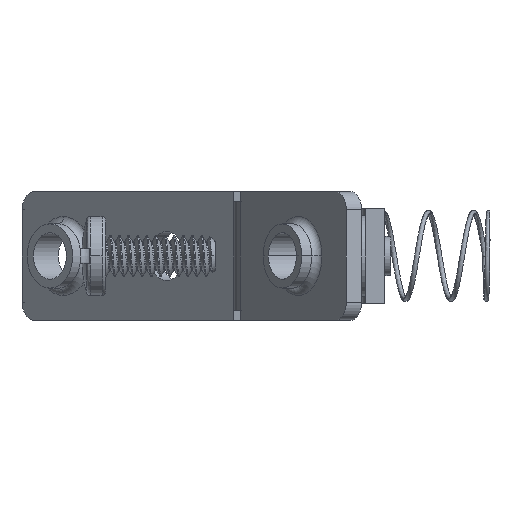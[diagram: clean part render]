
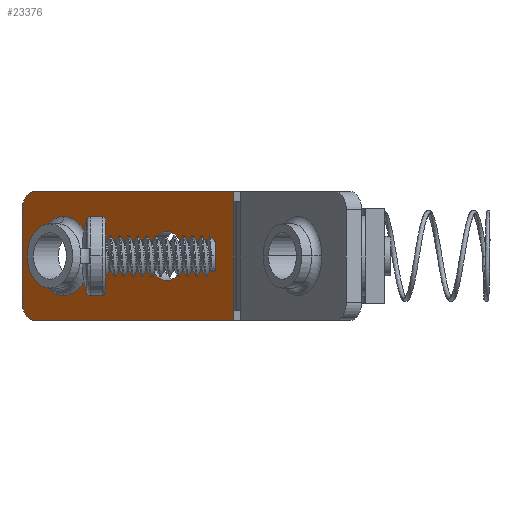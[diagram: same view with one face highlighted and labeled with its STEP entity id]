
A CAD part, left-side view. The second image highlights one B-rep face of the part: STEP entity #23376.
In plain terms, the highlighted planar face has unit normal (-0.707, 0.707, 0).
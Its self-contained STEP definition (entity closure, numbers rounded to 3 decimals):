
#814 = DIRECTION ( 'NONE',  ( 0., 0., -1. ) ) ;
#938 = LINE ( 'NONE', #25882, #6073 ) ;
#1534 = CARTESIAN_POINT ( 'NONE',  ( 47.696, 25.204, 4.001 ) ) ;
#2035 = ORIENTED_EDGE ( 'NONE', *, *, #25794, .F. ) ;
#2101 = CARTESIAN_POINT ( 'NONE',  ( 45.226, 22.734, -3.429 ) ) ;
#3201 = PLANE ( 'NONE',  #24327 ) ;
#3367 = VERTEX_POINT ( 'NONE', #21893 ) ;
#4056 = EDGE_CURVE ( 'NONE', #4543, #18710, #10276, .T. ) ;
#4146 = ORIENTED_EDGE ( 'NONE', *, *, #8703, .T. ) ;
#4519 = VECTOR ( 'NONE', #25954, 1000. ) ;
#4543 = VERTEX_POINT ( 'NONE', #25338 ) ;
#4576 = CARTESIAN_POINT ( 'NONE',  ( 28.52, 6.028, -5.588 ) ) ;
#4697 = DIRECTION ( 'NONE',  ( 0., 0., 1. ) ) ;
#4889 = CARTESIAN_POINT ( 'NONE',  ( 45.226, 22.734, 3.429 ) ) ;
#4994 = FACE_OUTER_BOUND ( 'NONE', #20574, .T. ) ;
#5080 = AXIS2_PLACEMENT_3D ( 'NONE', #19114, #25832, #8265 ) ;
#5398 = VERTEX_POINT ( 'NONE', #5641 ) ;
#5641 = CARTESIAN_POINT ( 'NONE',  ( 47.696, 25.204, -5.588 ) ) ;
#5803 = CIRCLE ( 'NONE', #21637, 3.429 ) ;
#6073 = VECTOR ( 'NONE', #14948, 1000. ) ;
#6497 = CARTESIAN_POINT ( 'NONE',  ( 36.246, 13.754, 2.121 ) ) ;
#6580 = CARTESIAN_POINT ( 'NONE',  ( 28.52, 6.028, -5.588 ) ) ;
#6762 = DIRECTION ( 'NONE',  ( 0., 0., 1. ) ) ;
#7302 = ORIENTED_EDGE ( 'NONE', *, *, #25711, .T. ) ;
#7666 = CARTESIAN_POINT ( 'NONE',  ( 28.52, 6.028, -4.699 ) ) ;
#8014 = CIRCLE ( 'NONE', #13789, 1.588 ) ;
#8221 = VERTEX_POINT ( 'NONE', #2101 ) ;
#8254 = CIRCLE ( 'NONE', #19849, 3.429 ) ;
#8265 = DIRECTION ( 'NONE',  ( 0., 0., 1. ) ) ;
#8703 = EDGE_CURVE ( 'NONE', #26621, #8221, #5803, .T. ) ;
#9000 = ORIENTED_EDGE ( 'NONE', *, *, #16378, .F. ) ;
#9088 = VECTOR ( 'NONE', #6762, 1000. ) ;
#9302 = EDGE_CURVE ( 'NONE', #9532, #27429, #938, .T. ) ;
#9339 = ORIENTED_EDGE ( 'NONE', *, *, #9302, .T. ) ;
#9532 = VERTEX_POINT ( 'NONE', #26727 ) ;
#9758 = LINE ( 'NONE', #4576, #9088 ) ;
#9770 = DIRECTION ( 'NONE',  ( 0.707, 0.707, 0. ) ) ;
#9968 = CARTESIAN_POINT ( 'NONE',  ( 47.696, 25.204, -4.001 ) ) ;
#10239 = DIRECTION ( 'NONE',  ( -0.707, 0.707, 0. ) ) ;
#10276 = LINE ( 'NONE', #27973, #4519 ) ;
#10407 = EDGE_CURVE ( 'NONE', #3367, #26916, #15091, .T. ) ;
#10663 = VECTOR ( 'NONE', #9770, 1000. ) ;
#11038 = CARTESIAN_POINT ( 'NONE',  ( 28.52, 6.028, -5.588 ) ) ;
#11092 = LINE ( 'NONE', #14746, #23045 ) ;
#11094 = ORIENTED_EDGE ( 'NONE', *, *, #10407, .F. ) ;
#11175 = CARTESIAN_POINT ( 'NONE',  ( 45.226, 22.734, 0. ) ) ;
#11264 = CARTESIAN_POINT ( 'NONE',  ( 47.696, 25.204, 5.588 ) ) ;
#11304 = DIRECTION ( 'NONE',  ( 0.707, -0.707, 0. ) ) ;
#11453 = EDGE_CURVE ( 'NONE', #14279, #9532, #9758, .T. ) ;
#11485 = EDGE_LOOP ( 'NONE', ( #23077, #4146 ) ) ;
#11852 = EDGE_CURVE ( 'NONE', #27429, #12159, #11092, .T. ) ;
#12115 = CARTESIAN_POINT ( 'NONE',  ( 48.818, 26.326, 4. ) ) ;
#12159 = VERTEX_POINT ( 'NONE', #11264 ) ;
#13133 = ORIENTED_EDGE ( 'NONE', *, *, #4056, .F. ) ;
#13291 = EDGE_CURVE ( 'NONE', #19028, #14279, #14636, .T. ) ;
#13541 = DIRECTION ( 'NONE',  ( 0., 0., -1. ) ) ;
#13789 = AXIS2_PLACEMENT_3D ( 'NONE', #9968, #22957, #19018 ) ;
#14149 = FACE_BOUND ( 'NONE', #24883, .T. ) ;
#14253 = ORIENTED_EDGE ( 'NONE', *, *, #11453, .T. ) ;
#14279 = VERTEX_POINT ( 'NONE', #7666 ) ;
#14384 = LINE ( 'NONE', #24874, #10663 ) ;
#14636 = LINE ( 'NONE', #11038, #24243 ) ;
#14746 = CARTESIAN_POINT ( 'NONE',  ( 27.925, 5.433, 5.588 ) ) ;
#14948 = DIRECTION ( 'NONE',  ( 0., 0., 1. ) ) ;
#15091 = CIRCLE ( 'NONE', #23012, 2.121 ) ;
#15740 = AXIS2_PLACEMENT_3D ( 'NONE', #1534, #27882, #16725 ) ;
#16031 = EDGE_CURVE ( 'NONE', #12159, #18710, #23690, .T. ) ;
#16378 = EDGE_CURVE ( 'NONE', #19028, #5398, #14384, .T. ) ;
#16725 = DIRECTION ( 'NONE',  ( 0., 0., -1. ) ) ;
#16899 = EDGE_CURVE ( 'NONE', #8221, #26621, #8254, .T. ) ;
#18207 = DIRECTION ( 'NONE',  ( 0.707, -0.707, 0. ) ) ;
#18566 = CIRCLE ( 'NONE', #5080, 2.121 ) ;
#18710 = VERTEX_POINT ( 'NONE', #12115 ) ;
#19018 = DIRECTION ( 'NONE',  ( 0., 0., -1. ) ) ;
#19028 = VERTEX_POINT ( 'NONE', #6580 ) ;
#19114 = CARTESIAN_POINT ( 'NONE',  ( 36.246, 13.754, 0. ) ) ;
#19550 = CARTESIAN_POINT ( 'NONE',  ( 28.52, 6.028, 5.588 ) ) ;
#19849 = AXIS2_PLACEMENT_3D ( 'NONE', #24359, #11304, #26870 ) ;
#20311 = DIRECTION ( 'NONE',  ( 0.707, -0.707, 0. ) ) ;
#20574 = EDGE_LOOP ( 'NONE', ( #13133, #7302, #9000, #21422, #14253, #9339, #22161, #22654 ) ) ;
#21422 = ORIENTED_EDGE ( 'NONE', *, *, #13291, .T. ) ;
#21637 = AXIS2_PLACEMENT_3D ( 'NONE', #11175, #20311, #13541 ) ;
#21893 = CARTESIAN_POINT ( 'NONE',  ( 36.246, 13.754, -2.121 ) ) ;
#22161 = ORIENTED_EDGE ( 'NONE', *, *, #11852, .T. ) ;
#22654 = ORIENTED_EDGE ( 'NONE', *, *, #16031, .T. ) ;
#22957 = DIRECTION ( 'NONE',  ( -0.707, 0.707, 0. ) ) ;
#23012 = AXIS2_PLACEMENT_3D ( 'NONE', #23222, #10239, #25523 ) ;
#23045 = VECTOR ( 'NONE', #28096, 1000. ) ;
#23077 = ORIENTED_EDGE ( 'NONE', *, *, #16899, .T. ) ;
#23222 = CARTESIAN_POINT ( 'NONE',  ( 36.246, 13.754, 0. ) ) ;
#23376 = ADVANCED_FACE ( 'NONE', ( #23413, #14149, #4994 ), #3201, .F. ) ;
#23413 = FACE_BOUND ( 'NONE', #11485, .T. ) ;
#23690 = CIRCLE ( 'NONE', #15740, 1.588 ) ;
#24243 = VECTOR ( 'NONE', #4697, 1000. ) ;
#24327 = AXIS2_PLACEMENT_3D ( 'NONE', #26979, #18207, #814 ) ;
#24359 = CARTESIAN_POINT ( 'NONE',  ( 45.226, 22.734, 0. ) ) ;
#24874 = CARTESIAN_POINT ( 'NONE',  ( 27.925, 5.433, -5.588 ) ) ;
#24883 = EDGE_LOOP ( 'NONE', ( #2035, #11094 ) ) ;
#25338 = CARTESIAN_POINT ( 'NONE',  ( 48.818, 26.326, -4.001 ) ) ;
#25523 = DIRECTION ( 'NONE',  ( 0., 0., 1. ) ) ;
#25711 = EDGE_CURVE ( 'NONE', #4543, #5398, #8014, .T. ) ;
#25794 = EDGE_CURVE ( 'NONE', #26916, #3367, #18566, .T. ) ;
#25832 = DIRECTION ( 'NONE',  ( -0.707, 0.707, 0. ) ) ;
#25882 = CARTESIAN_POINT ( 'NONE',  ( 28.52, 6.028, 4.699 ) ) ;
#25954 = DIRECTION ( 'NONE',  ( 0., 0., 1. ) ) ;
#26621 = VERTEX_POINT ( 'NONE', #4889 ) ;
#26727 = CARTESIAN_POINT ( 'NONE',  ( 28.52, 6.028, 4.699 ) ) ;
#26870 = DIRECTION ( 'NONE',  ( 0., 0., -1. ) ) ;
#26916 = VERTEX_POINT ( 'NONE', #6497 ) ;
#26979 = CARTESIAN_POINT ( 'NONE',  ( 27.925, 5.433, -5.588 ) ) ;
#27429 = VERTEX_POINT ( 'NONE', #19550 ) ;
#27882 = DIRECTION ( 'NONE',  ( -0.707, 0.707, 0. ) ) ;
#27973 = CARTESIAN_POINT ( 'NONE',  ( 48.818, 26.326, -5.588 ) ) ;
#28096 = DIRECTION ( 'NONE',  ( 0.707, 0.707, 0. ) ) ;
